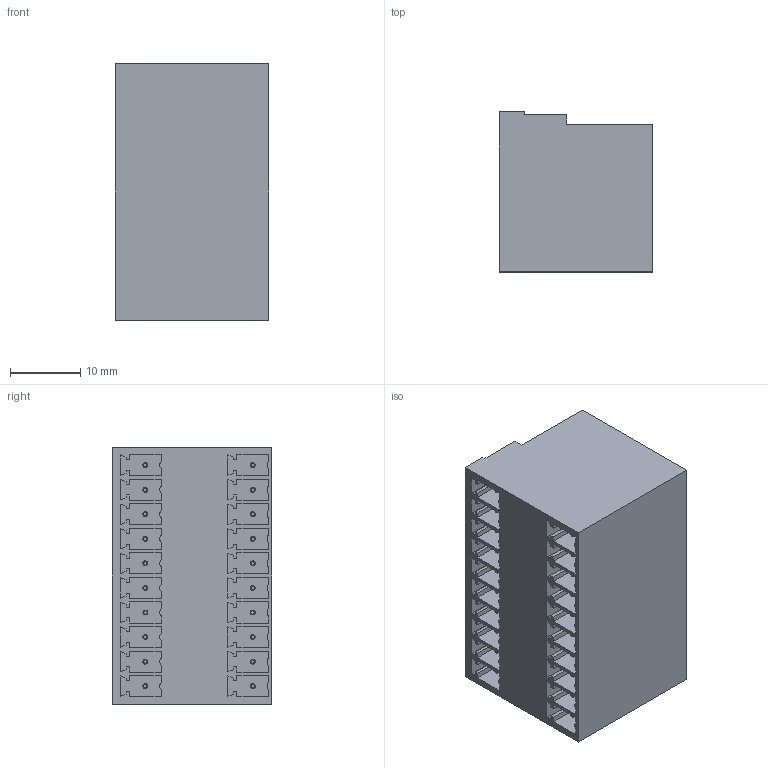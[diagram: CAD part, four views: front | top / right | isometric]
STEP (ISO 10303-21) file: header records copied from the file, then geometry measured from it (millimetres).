
FILE_DESCRIPTION (( 'STEP AP214' ), '1' );
FILE_NAME ('P-0311.STEP', '2016-09-30T12:03:12', ( '' ), ( '' ), 'SwSTEP 2.0', 'SolidWorks 2016', '' );
FILE_SCHEMA (( 'AUTOMOTIVE_DESIGN' ));
Length unit declared in the file: millimetre
Products named in the file (1): P-0311
Bounding box: 21.9 x 22.8 x 36.5 mm (x, y, z)
Volume: 15135.3 mm3; surface area: 7210.6 mm2
Topology: 1 solids, 1 shells, 410 faces, 1064 edges, 696 vertices
Faces by surface type: plane 310, cylinder 60, cone 40
Entity records: 13502 total; most frequent: CARTESIAN_POINT 2171, ORIENTED_EDGE 2128, DIRECTION 2046, EDGE_CURVE 1064, VECTOR 904, LINE 904, VERTEX_POINT 696, AXIS2_PLACEMENT_3D 571
